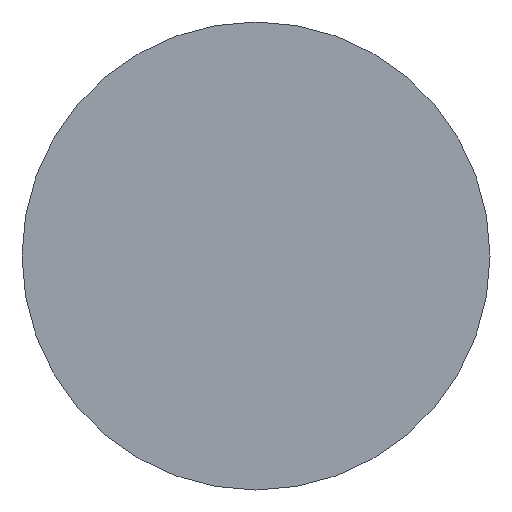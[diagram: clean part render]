
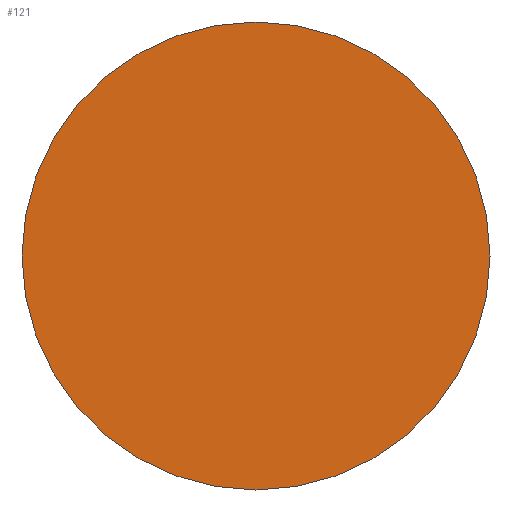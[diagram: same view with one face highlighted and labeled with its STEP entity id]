
A CAD part, front view. The second image highlights one B-rep face of the part: STEP entity #121.
In plain terms, the highlighted planar face has unit normal (0, -1, 0).
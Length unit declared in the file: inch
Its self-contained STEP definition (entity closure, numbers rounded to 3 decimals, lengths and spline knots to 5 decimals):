
#28=FACE_OUTER_BOUND('',#34,.T.);
#34=EDGE_LOOP('',(#112,#113));
#48=CIRCLE('',#154,0.1875);
#49=CIRCLE('',#155,0.1875);
#61=VERTEX_POINT('',#234);
#62=VERTEX_POINT('',#235);
#77=EDGE_CURVE('',#61,#62,#48,.T.);
#78=EDGE_CURVE('',#62,#61,#49,.T.);
#112=ORIENTED_EDGE('',*,*,#77,.T.);
#113=ORIENTED_EDGE('',*,*,#78,.T.);
#115=PLANE('',#156);
#121=ADVANCED_FACE('',(#28),#115,.T.);
#154=AXIS2_PLACEMENT_3D('',#236,#196,#197);
#155=AXIS2_PLACEMENT_3D('',#237,#198,#199);
#156=AXIS2_PLACEMENT_3D('',#239,#201,#202);
#196=DIRECTION('center_axis',(0.,-1.,0.));
#197=DIRECTION('ref_axis',(1.,0.,0.));
#198=DIRECTION('center_axis',(0.,-1.,0.));
#199=DIRECTION('ref_axis',(1.,0.,0.));
#201=DIRECTION('center_axis',(0.,-1.,0.));
#202=DIRECTION('ref_axis',(0.,0.,-1.));
#234=CARTESIAN_POINT('',(0.1875,0.,0.));
#235=CARTESIAN_POINT('',(-0.1875,0.,0.));
#236=CARTESIAN_POINT('Origin',(0.,0.,
0.));
#237=CARTESIAN_POINT('Origin',(0.,0.,
0.));
#239=CARTESIAN_POINT('Origin',(0.,0.,0.));
